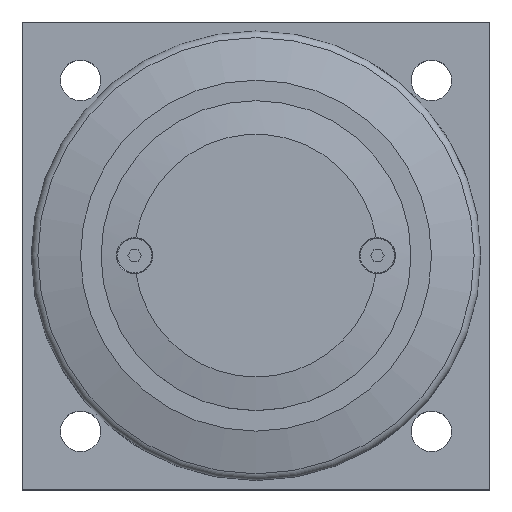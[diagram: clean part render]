
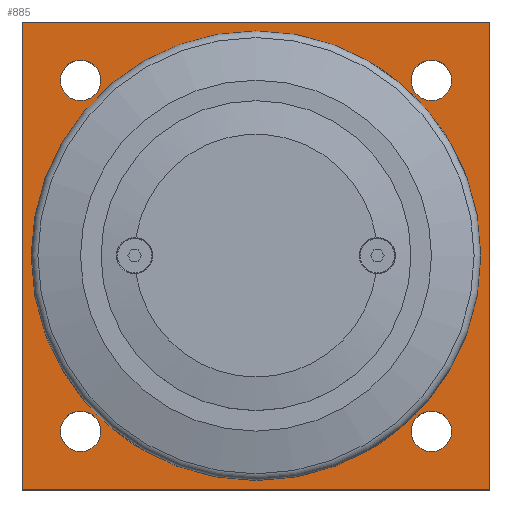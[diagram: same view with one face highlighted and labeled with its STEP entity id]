
A CAD part, top view. The second image highlights one B-rep face of the part: STEP entity #885.
In plain terms, the highlighted planar face has unit normal (0, 0, 1).
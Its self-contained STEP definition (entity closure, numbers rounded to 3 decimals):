
#45=FACE_BOUND('',#196,.T.);
#46=FACE_BOUND('',#197,.T.);
#47=FACE_BOUND('',#198,.T.);
#48=FACE_BOUND('',#199,.T.);
#49=FACE_BOUND('',#200,.T.);
#98=CIRCLE('',#995,51.);
#99=CIRCLE('',#997,6.918);
#100=CIRCLE('',#998,6.918);
#101=CIRCLE('',#999,6.918);
#102=CIRCLE('',#1000,6.918);
#103=CIRCLE('',#1001,6.918);
#104=CIRCLE('',#1002,6.918);
#105=CIRCLE('',#1003,6.918);
#106=CIRCLE('',#1004,6.918);
#142=FACE_OUTER_BOUND('',#195,.T.);
#195=EDGE_LOOP('',(#728,#729,#730,#731));
#196=EDGE_LOOP('',(#732));
#197=EDGE_LOOP('',(#733,#734));
#198=EDGE_LOOP('',(#735,#736));
#199=EDGE_LOOP('',(#737,#738));
#200=EDGE_LOOP('',(#739,#740));
#255=LINE('',#1540,#321);
#256=LINE('',#1542,#322);
#257=LINE('',#1544,#323);
#258=LINE('',#1545,#324);
#321=VECTOR('',#1208,10.);
#322=VECTOR('',#1209,10.);
#323=VECTOR('',#1210,10.);
#324=VECTOR('',#1211,10.);
#410=VERTEX_POINT('',#1534);
#411=VERTEX_POINT('',#1538);
#412=VERTEX_POINT('',#1539);
#413=VERTEX_POINT('',#1541);
#414=VERTEX_POINT('',#1543);
#415=VERTEX_POINT('',#1546);
#416=VERTEX_POINT('',#1547);
#417=VERTEX_POINT('',#1550);
#418=VERTEX_POINT('',#1551);
#419=VERTEX_POINT('',#1554);
#420=VERTEX_POINT('',#1555);
#421=VERTEX_POINT('',#1558);
#422=VERTEX_POINT('',#1559);
#523=EDGE_CURVE('',#410,#410,#98,.T.);
#524=EDGE_CURVE('',#411,#412,#255,.T.);
#525=EDGE_CURVE('',#413,#411,#256,.T.);
#526=EDGE_CURVE('',#414,#413,#257,.T.);
#527=EDGE_CURVE('',#412,#414,#258,.T.);
#528=EDGE_CURVE('',#415,#416,#99,.T.);
#529=EDGE_CURVE('',#416,#415,#100,.T.);
#530=EDGE_CURVE('',#417,#418,#101,.T.);
#531=EDGE_CURVE('',#418,#417,#102,.T.);
#532=EDGE_CURVE('',#419,#420,#103,.T.);
#533=EDGE_CURVE('',#420,#419,#104,.T.);
#534=EDGE_CURVE('',#421,#422,#105,.T.);
#535=EDGE_CURVE('',#422,#421,#106,.T.);
#728=ORIENTED_EDGE('',*,*,#524,.F.);
#729=ORIENTED_EDGE('',*,*,#525,.F.);
#730=ORIENTED_EDGE('',*,*,#526,.F.);
#731=ORIENTED_EDGE('',*,*,#527,.F.);
#732=ORIENTED_EDGE('',*,*,#523,.T.);
#733=ORIENTED_EDGE('',*,*,#528,.T.);
#734=ORIENTED_EDGE('',*,*,#529,.T.);
#735=ORIENTED_EDGE('',*,*,#530,.T.);
#736=ORIENTED_EDGE('',*,*,#531,.T.);
#737=ORIENTED_EDGE('',*,*,#532,.T.);
#738=ORIENTED_EDGE('',*,*,#533,.T.);
#739=ORIENTED_EDGE('',*,*,#534,.T.);
#740=ORIENTED_EDGE('',*,*,#535,.T.);
#842=PLANE('',#996);
#885=ADVANCED_FACE('',(#142,#45,#46,#47,#48,#49),#842,.T.);
#995=AXIS2_PLACEMENT_3D('',#1536,#1204,#1205);
#996=AXIS2_PLACEMENT_3D('',#1537,#1206,#1207);
#997=AXIS2_PLACEMENT_3D('',#1548,#1212,#1213);
#998=AXIS2_PLACEMENT_3D('',#1549,#1214,#1215);
#999=AXIS2_PLACEMENT_3D('',#1552,#1216,#1217);
#1000=AXIS2_PLACEMENT_3D('',#1553,#1218,#1219);
#1001=AXIS2_PLACEMENT_3D('',#1556,#1220,#1221);
#1002=AXIS2_PLACEMENT_3D('',#1557,#1222,#1223);
#1003=AXIS2_PLACEMENT_3D('',#1560,#1224,#1225);
#1004=AXIS2_PLACEMENT_3D('',#1561,#1226,#1227);
#1204=DIRECTION('center_axis',(0.,0.,-1.));
#1205=DIRECTION('ref_axis',(-1.,0.,0.));
#1206=DIRECTION('center_axis',(0.,0.,1.));
#1207=DIRECTION('ref_axis',(1.,0.,0.));
#1208=DIRECTION('',(0.,1.,0.));
#1209=DIRECTION('',(-1.,0.,0.));
#1210=DIRECTION('',(0.,-1.,0.));
#1211=DIRECTION('',(1.,0.,0.));
#1212=DIRECTION('center_axis',(0.,0.,-1.));
#1213=DIRECTION('ref_axis',(1.,0.,0.));
#1214=DIRECTION('center_axis',(0.,0.,-1.));
#1215=DIRECTION('ref_axis',(1.,0.,0.));
#1216=DIRECTION('center_axis',(0.,0.,-1.));
#1217=DIRECTION('ref_axis',(1.,0.,0.));
#1218=DIRECTION('center_axis',(0.,0.,-1.));
#1219=DIRECTION('ref_axis',(1.,0.,0.));
#1220=DIRECTION('center_axis',(0.,0.,-1.));
#1221=DIRECTION('ref_axis',(1.,0.,0.));
#1222=DIRECTION('center_axis',(0.,0.,-1.));
#1223=DIRECTION('ref_axis',(1.,0.,0.));
#1224=DIRECTION('center_axis',(0.,0.,-1.));
#1225=DIRECTION('ref_axis',(1.,0.,0.));
#1226=DIRECTION('center_axis',(0.,0.,-1.));
#1227=DIRECTION('ref_axis',(1.,0.,0.));
#1534=CARTESIAN_POINT('',(131.,80.,25.));
#1536=CARTESIAN_POINT('Origin',(80.,80.,25.));
#1537=CARTESIAN_POINT('Origin',(80.,80.,25.));
#1538=CARTESIAN_POINT('',(0.,0.,25.));
#1539=CARTESIAN_POINT('',(0.,160.,25.));
#1540=CARTESIAN_POINT('',(0.,160.,25.));
#1541=CARTESIAN_POINT('',(160.,0.,25.));
#1542=CARTESIAN_POINT('',(0.,0.,25.));
#1543=CARTESIAN_POINT('',(160.,160.,25.));
#1544=CARTESIAN_POINT('',(160.,0.,25.));
#1545=CARTESIAN_POINT('',(160.,160.,25.));
#1546=CARTESIAN_POINT('',(26.917,140.,25.));
#1547=CARTESIAN_POINT('',(13.082,140.,25.));
#1548=CARTESIAN_POINT('Origin',(20.,140.,25.));
#1549=CARTESIAN_POINT('Origin',(20.,140.,25.));
#1550=CARTESIAN_POINT('',(146.918,140.,25.));
#1551=CARTESIAN_POINT('',(133.083,140.,25.));
#1552=CARTESIAN_POINT('Origin',(140.,140.,25.));
#1553=CARTESIAN_POINT('Origin',(140.,140.,25.));
#1554=CARTESIAN_POINT('',(146.918,20.,25.));
#1555=CARTESIAN_POINT('',(133.083,20.,25.));
#1556=CARTESIAN_POINT('Origin',(140.,20.,25.));
#1557=CARTESIAN_POINT('Origin',(140.,20.,25.));
#1558=CARTESIAN_POINT('',(26.917,20.,25.));
#1559=CARTESIAN_POINT('',(13.082,20.,25.));
#1560=CARTESIAN_POINT('Origin',(20.,20.,25.));
#1561=CARTESIAN_POINT('Origin',(20.,20.,25.));
